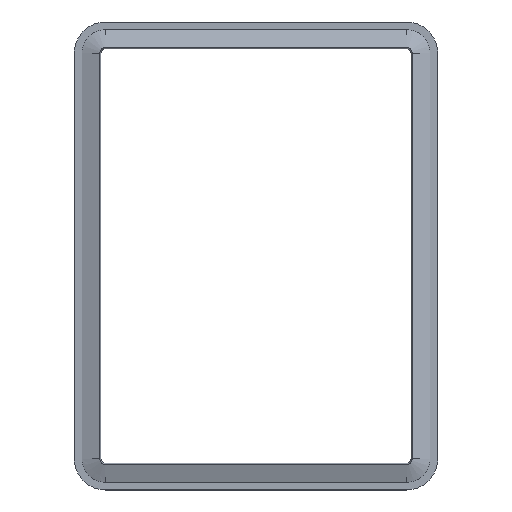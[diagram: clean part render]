
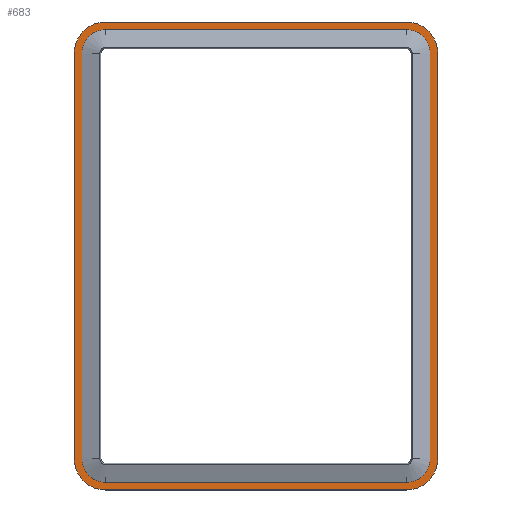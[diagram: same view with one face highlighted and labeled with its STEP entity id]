
A CAD part, top view. The second image highlights one B-rep face of the part: STEP entity #683.
In plain terms, the highlighted planar face has unit normal (0, 0, 1).
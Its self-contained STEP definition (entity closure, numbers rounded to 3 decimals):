
#16=FACE_BOUND('',#117,.T.);
#32=PLANE('',#762);
#73=FACE_OUTER_BOUND('',#116,.T.);
#116=EDGE_LOOP('',(#577,#578,#579,#580,#581,#582,#583,#584));
#117=EDGE_LOOP('',(#585,#586,#587,#588,#589,#590,#591,#592));
#134=CIRCLE('',#718,20.);
#135=CIRCLE('',#720,15.);
#141=CIRCLE('',#735,20.);
#142=CIRCLE('',#737,15.);
#148=CIRCLE('',#752,20.);
#149=CIRCLE('',#754,15.);
#152=CIRCLE('',#763,20.);
#153=CIRCLE('',#764,15.);
#176=LINE('',#1045,#244);
#178=LINE('',#1049,#246);
#193=LINE('',#1093,#261);
#195=LINE('',#1097,#263);
#212=LINE('',#1148,#280);
#213=LINE('',#1151,#281);
#214=LINE('',#1156,#282);
#215=LINE('',#1157,#283);
#244=VECTOR('',#832,10.);
#246=VECTOR('',#836,10.);
#261=VECTOR('',#883,10.);
#263=VECTOR('',#887,10.);
#280=VECTOR('',#942,10.);
#281=VECTOR('',#945,10.);
#282=VECTOR('',#950,10.);
#283=VECTOR('',#951,10.);
#301=VERTEX_POINT('',#1012);
#304=VERTEX_POINT('',#1017);
#305=VERTEX_POINT('',#1021);
#306=VERTEX_POINT('',#1023);
#311=VERTEX_POINT('',#1041);
#313=VERTEX_POINT('',#1047);
#318=VERTEX_POINT('',#1065);
#320=VERTEX_POINT('',#1071);
#325=VERTEX_POINT('',#1089);
#327=VERTEX_POINT('',#1095);
#332=VERTEX_POINT('',#1113);
#334=VERTEX_POINT('',#1119);
#342=VERTEX_POINT('',#1146);
#343=VERTEX_POINT('',#1150);
#344=VERTEX_POINT('',#1153);
#345=VERTEX_POINT('',#1154);
#362=EDGE_CURVE('',#301,#304,#134,.T.);
#364=EDGE_CURVE('',#305,#306,#135,.T.);
#375=EDGE_CURVE('',#311,#301,#176,.T.);
#377=EDGE_CURVE('',#313,#305,#178,.T.);
#387=EDGE_CURVE('',#318,#311,#141,.T.);
#389=EDGE_CURVE('',#320,#313,#142,.T.);
#399=EDGE_CURVE('',#325,#318,#193,.T.);
#401=EDGE_CURVE('',#327,#320,#195,.T.);
#411=EDGE_CURVE('',#332,#325,#148,.T.);
#413=EDGE_CURVE('',#334,#327,#149,.T.);
#427=EDGE_CURVE('',#342,#332,#212,.T.);
#428=EDGE_CURVE('',#304,#343,#213,.T.);
#429=EDGE_CURVE('',#343,#342,#152,.T.);
#430=EDGE_CURVE('',#344,#345,#153,.T.);
#431=EDGE_CURVE('',#306,#344,#214,.T.);
#432=EDGE_CURVE('',#345,#334,#215,.T.);
#577=ORIENTED_EDGE('',*,*,#427,.T.);
#578=ORIENTED_EDGE('',*,*,#411,.T.);
#579=ORIENTED_EDGE('',*,*,#399,.T.);
#580=ORIENTED_EDGE('',*,*,#387,.T.);
#581=ORIENTED_EDGE('',*,*,#375,.T.);
#582=ORIENTED_EDGE('',*,*,#362,.T.);
#583=ORIENTED_EDGE('',*,*,#428,.T.);
#584=ORIENTED_EDGE('',*,*,#429,.T.);
#585=ORIENTED_EDGE('',*,*,#430,.F.);
#586=ORIENTED_EDGE('',*,*,#431,.F.);
#587=ORIENTED_EDGE('',*,*,#364,.F.);
#588=ORIENTED_EDGE('',*,*,#377,.F.);
#589=ORIENTED_EDGE('',*,*,#389,.F.);
#590=ORIENTED_EDGE('',*,*,#401,.F.);
#591=ORIENTED_EDGE('',*,*,#413,.F.);
#592=ORIENTED_EDGE('',*,*,#432,.F.);
#683=ADVANCED_FACE('',(#73,#16),#32,.T.);
#718=AXIS2_PLACEMENT_3D('',#1019,#807,#808);
#720=AXIS2_PLACEMENT_3D('',#1024,#812,#813);
#735=AXIS2_PLACEMENT_3D('',#1069,#859,#860);
#737=AXIS2_PLACEMENT_3D('',#1073,#864,#865);
#752=AXIS2_PLACEMENT_3D('',#1117,#910,#911);
#754=AXIS2_PLACEMENT_3D('',#1121,#915,#916);
#762=AXIS2_PLACEMENT_3D('',#1149,#943,#944);
#763=AXIS2_PLACEMENT_3D('',#1152,#946,#947);
#764=AXIS2_PLACEMENT_3D('',#1155,#948,#949);
#807=DIRECTION('center_axis',(0.,0.,1.));
#808=DIRECTION('ref_axis',(0.,1.,0.));
#812=DIRECTION('center_axis',(0.,0.,1.));
#813=DIRECTION('ref_axis',(0.,1.,0.));
#832=DIRECTION('',(-1.,0.,0.));
#836=DIRECTION('',(-1.,0.,0.));
#859=DIRECTION('center_axis',(0.,0.,
1.));
#860=DIRECTION('ref_axis',(1.,0.,0.));
#864=DIRECTION('center_axis',(0.,0.,
1.));
#865=DIRECTION('ref_axis',(1.,0.,0.));
#883=DIRECTION('',(0.,1.,0.));
#887=DIRECTION('',(0.,1.,0.));
#910=DIRECTION('center_axis',(0.,0.,
1.));
#911=DIRECTION('ref_axis',(0.,-1.,0.));
#915=DIRECTION('center_axis',(0.,0.,
1.));
#916=DIRECTION('ref_axis',(0.,-1.,0.));
#942=DIRECTION('',(1.,0.,0.));
#943=DIRECTION('center_axis',(0.,0.,1.));
#944=DIRECTION('ref_axis',(0.,-1.,0.));
#945=DIRECTION('',(0.,-1.,0.));
#946=DIRECTION('center_axis',(0.,0.,1.));
#947=DIRECTION('ref_axis',(-1.,0.,0.));
#948=DIRECTION('center_axis',(0.,0.,1.));
#949=DIRECTION('ref_axis',(-1.,0.,0.));
#950=DIRECTION('',(0.,-1.,0.));
#951=DIRECTION('',(1.,0.,0.));
#1012=CARTESIAN_POINT('',(20.,150.,20.));
#1017=CARTESIAN_POINT('',(0.,130.,20.));
#1019=CARTESIAN_POINT('Origin',(20.,130.,20.));
#1021=CARTESIAN_POINT('',(20.,145.,20.));
#1023=CARTESIAN_POINT('',(5.,130.,20.));
#1024=CARTESIAN_POINT('Origin',(20.,130.,20.));
#1041=CARTESIAN_POINT('',(213.,150.,20.));
#1045=CARTESIAN_POINT('',(213.,150.,20.));
#1047=CARTESIAN_POINT('',(213.,145.,20.));
#1049=CARTESIAN_POINT('',(213.,145.,20.));
#1065=CARTESIAN_POINT('',(233.,130.,20.));
#1069=CARTESIAN_POINT('Origin',(213.,130.,20.));
#1071=CARTESIAN_POINT('',(228.,130.,20.));
#1073=CARTESIAN_POINT('Origin',(213.,130.,20.));
#1089=CARTESIAN_POINT('',(233.,-130.,20.));
#1093=CARTESIAN_POINT('',(233.,-130.,20.));
#1095=CARTESIAN_POINT('',(228.,-130.,20.));
#1097=CARTESIAN_POINT('',(228.,-130.,20.));
#1113=CARTESIAN_POINT('',(213.,-150.,20.));
#1117=CARTESIAN_POINT('Origin',(213.,-130.,20.));
#1119=CARTESIAN_POINT('',(213.,-145.,20.));
#1121=CARTESIAN_POINT('Origin',(213.,-130.,20.));
#1146=CARTESIAN_POINT('',(20.,-150.,20.));
#1148=CARTESIAN_POINT('',(20.,-150.,20.));
#1149=CARTESIAN_POINT('Origin',(20.,-145.,20.));
#1150=CARTESIAN_POINT('',(0.,-130.,20.));
#1151=CARTESIAN_POINT('',(0.,130.,20.));
#1152=CARTESIAN_POINT('Origin',(20.,-130.,20.));
#1153=CARTESIAN_POINT('',(5.,-130.,20.));
#1154=CARTESIAN_POINT('',(20.,-145.,20.));
#1155=CARTESIAN_POINT('Origin',(20.,-130.,20.));
#1156=CARTESIAN_POINT('',(5.,0.,20.));
#1157=CARTESIAN_POINT('',(20.,-145.,20.));
